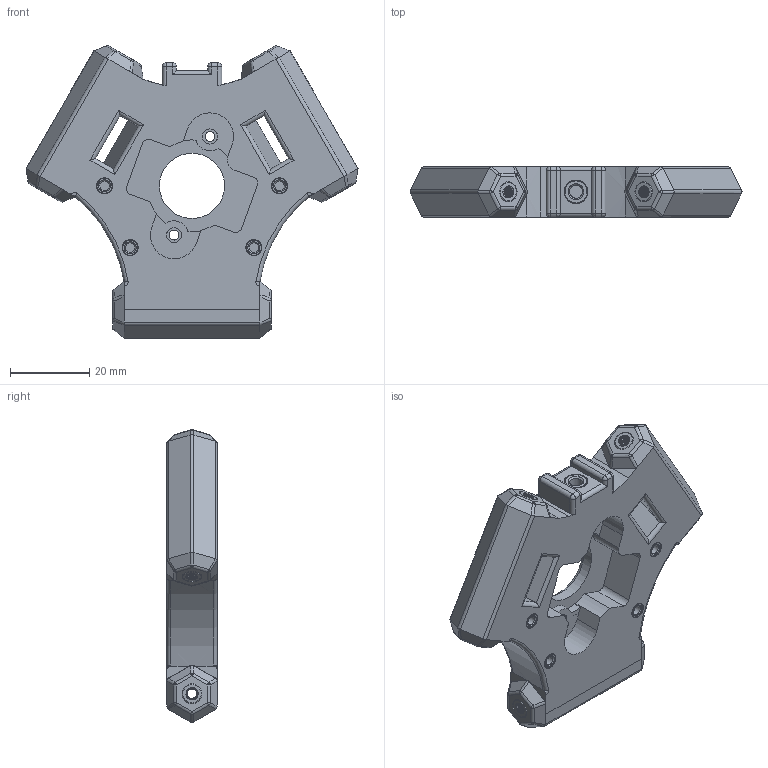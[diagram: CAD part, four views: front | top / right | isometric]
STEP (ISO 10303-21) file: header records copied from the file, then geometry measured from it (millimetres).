
FILE_DESCRIPTION(/* description */ (''),/* implementation_level */ '2;1');
FILE_NAME(/* name */ 'end_effector_v7.step',/* time_stamp */ '2019-01-13T14:49:19+01:00',/* author */ (''),/* organization */ (''),/* preprocessor_version */ 'ST-DEVELOPER v17.2',/* originating_system */ 'Autodesk Translation Framework v7.6.0.251',/* authorisation */ '');
FILE_SCHEMA (('AUTOMOTIVE_DESIGN { 1 0 10303 214 3 1 1 }'));
Length unit declared in the file: millimetre
Products named in the file (5): (Unsaved); end_effector_v7; KVT 001M4; Alu_Spacer_40_mm; KVT 001M3
Assembly tree (15 placements, depth 3):
  (Unsaved)
    end_effector_v7
      KVT 001M3  x10
      KVT 001M4
      Alu_Spacer_40_mm  x3
Bounding box: 83.54 x 12.7 x 73.61 mm (x, y, z)
Volume: 35759.4 mm3; surface area: 19471.1 mm2
Topology: 4 solids, 2798 shells, 3448 faces, 18001 edges, 17252 vertices
Faces by surface type: plane 2827, cylinder 468, cone 72, sphere 44, bspline 32, torus 5
Full cylindrical faces by diameter (mm): 2.459 x10, 2.529 x144, 3.086 x132, 3.242 x1, 3.443 x10, 3.8 x10, 4.989 x1, 5 x6, 5.5 x1, 16.4 x1
Entity records: 49035 total; most frequent: CARTESIAN_POINT 14570, DIRECTION 7165, ORIENTED_EDGE 5172, EDGE_CURVE 4061, VERTEX_POINT 3621, LINE 2459, VECTOR 2459, AXIS2_PLACEMENT_3D 2353
